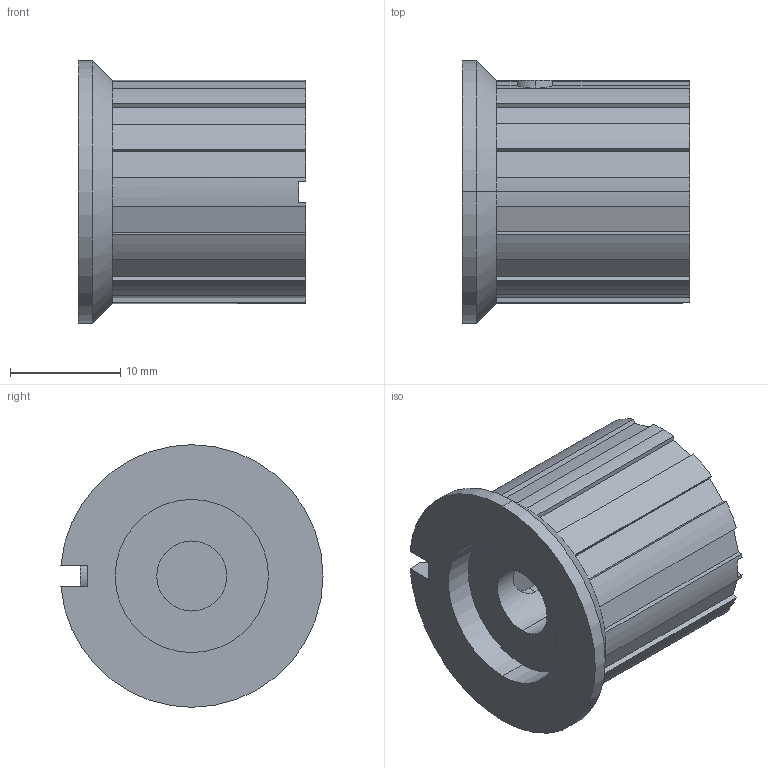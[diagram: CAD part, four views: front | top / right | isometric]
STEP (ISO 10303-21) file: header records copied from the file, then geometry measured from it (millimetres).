
FILE_DESCRIPTION (( 'STEP AP203' ), '1' );
FILE_NAME ('6094K37.step', '2010-06-03T18:48:04', ( 'jim' ), ( '' ), 'SwSTEP 2.0', 'SolidWorks 2007', '' );
FILE_SCHEMA (( 'CONFIG_CONTROL_DESIGN' ));
Length unit declared in the file: inch
Products named in the file (1): 6094K37
Bounding box: 20.64 x 23.77 x 23.81 mm (x, y, z)
Volume: 5786.4 mm3; surface area: 2730.4 mm2
Topology: 1 solids, 1 shells, 102 faces, 259 edges, 163 vertices
Faces by surface type: plane 71, cylinder 28, cone 3
Entity records: 3171 total; most frequent: CARTESIAN_POINT 612, ORIENTED_EDGE 518, DIRECTION 516, EDGE_CURVE 259, VECTOR 182, LINE 182, AXIS2_PLACEMENT_3D 167, VERTEX_POINT 163
